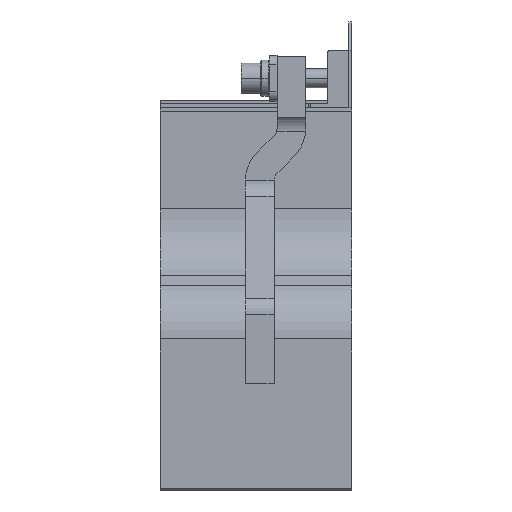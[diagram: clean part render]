
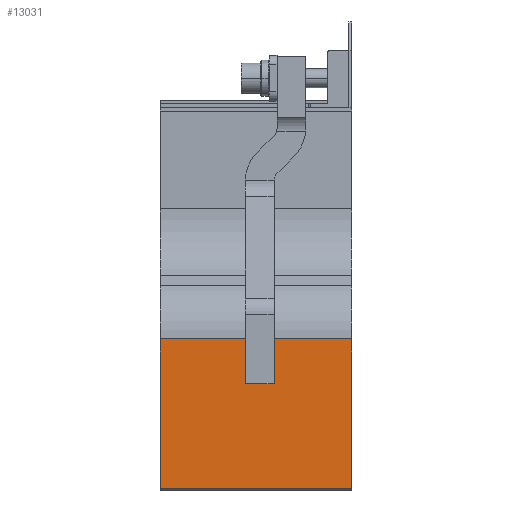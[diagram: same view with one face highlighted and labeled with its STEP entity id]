
A CAD part, left-side view. The second image highlights one B-rep face of the part: STEP entity #13031.
In plain terms, the highlighted planar face has unit normal (-1, 0, -0.003).
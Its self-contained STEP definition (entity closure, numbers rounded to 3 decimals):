
#13004=AXIS2_PLACEMENT_3D('Plane Axis2P3D',#13001,#13002,#13003) ;
#12591=CARTESIAN_POINT('Vertex',(-81.939,100.,-119.92)) ;
#12594=CARTESIAN_POINT('Line Origine',(-81.939,50.,-119.92)) ;
#12598=CARTESIAN_POINT('Vertex',(-81.939,0.,-119.92)) ;
#13001=CARTESIAN_POINT('Axis2P3D Location',(-81.708,0.,-199.)) ;
#13006=CARTESIAN_POINT('Line Origine',(-81.71,50.,-198.293)) ;
#13010=CARTESIAN_POINT('Vertex',(-81.71,100.,-198.293)) ;
#13012=CARTESIAN_POINT('Vertex',(-81.71,0.,-198.293)) ;
#13015=CARTESIAN_POINT('Line Origine',(-81.824,0.,-159.106)) ;
#13020=CARTESIAN_POINT('Line Origine',(-81.824,100.,-159.106)) ;
#12595=DIRECTION('Vector Direction',(0.,-1.,0.)) ;
#13002=DIRECTION('Axis2P3D Direction',(1.,0.,0.003)) ;
#13003=DIRECTION('Axis2P3D XDirection',(-0.003,0.,1.)) ;
#13007=DIRECTION('Vector Direction',(0.,-1.,0.)) ;
#13016=DIRECTION('Vector Direction',(-0.003,0.,1.)) ;
#13021=DIRECTION('Vector Direction',(-0.003,0.,1.)) ;
#12596=VECTOR('Line Direction',#12595,1.) ;
#13008=VECTOR('Line Direction',#13007,1.) ;
#13017=VECTOR('Line Direction',#13016,1.) ;
#13022=VECTOR('Line Direction',#13021,1.) ;
#13026=ORIENTED_EDGE('',*,*,#13014,.T.) ;
#13027=ORIENTED_EDGE('',*,*,#13019,.F.) ;
#13028=ORIENTED_EDGE('',*,*,#12600,.F.) ;
#13029=ORIENTED_EDGE('',*,*,#13024,.T.) ;
#13031=ADVANCED_FACE('RA0710XXX_1PA_001_00_SEPARATORE_DI FASE_200mm_SX (Simmetrico di RA0710XXX DX)',(#13030),#13005,.F.) ;
#12600=EDGE_CURVE('',#12592,#12599,#12597,.T.) ;
#13014=EDGE_CURVE('',#13011,#13013,#13009,.T.) ;
#13019=EDGE_CURVE('',#12599,#13013,#13018,.F.) ;
#13024=EDGE_CURVE('',#12592,#13011,#13023,.F.) ;
#13025=EDGE_LOOP('',(#13026,#13027,#13028,#13029)) ;
#13030=FACE_OUTER_BOUND('',#13025,.T.) ;
#12597=LINE('Line',#12594,#12596) ;
#13009=LINE('Line',#13006,#13008) ;
#13018=LINE('Line',#13015,#13017) ;
#13023=LINE('Line',#13020,#13022) ;
#13005=PLANE('',#13004) ;
#12592=VERTEX_POINT('',#12591) ;
#12599=VERTEX_POINT('',#12598) ;
#13011=VERTEX_POINT('',#13010) ;
#13013=VERTEX_POINT('',#13012) ;
